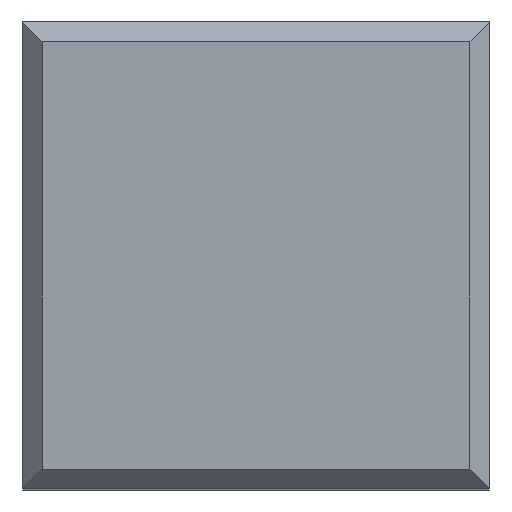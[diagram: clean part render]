
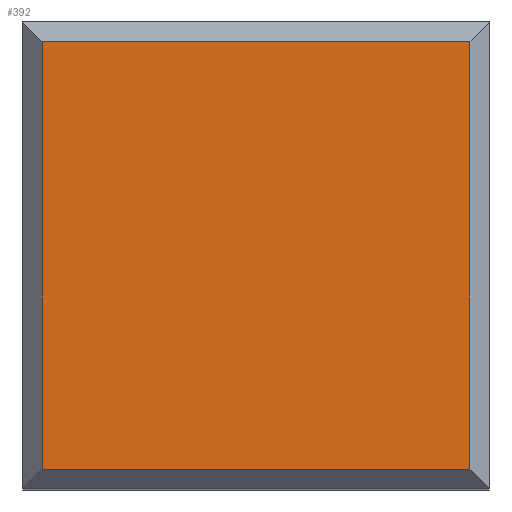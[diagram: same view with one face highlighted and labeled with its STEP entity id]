
A CAD part, top view. The second image highlights one B-rep face of the part: STEP entity #392.
In plain terms, the highlighted planar face has unit normal (0, 0, 1).
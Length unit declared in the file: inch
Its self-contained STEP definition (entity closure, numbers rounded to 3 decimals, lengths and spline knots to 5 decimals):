
#42=FACE_OUTER_BOUND('',#67,.T.);
#67=EDGE_LOOP('',(#289,#290,#291,#292));
#91=LINE('',#566,#135);
#95=LINE('',#574,#139);
#98=LINE('',#580,#142);
#102=LINE('',#586,#146);
#135=VECTOR('',#458,0.3937);
#139=VECTOR('',#464,0.3937);
#142=VECTOR('',#469,0.3937);
#146=VECTOR('',#475,0.3937);
#179=VERTEX_POINT('',#564);
#180=VERTEX_POINT('',#565);
#183=VERTEX_POINT('',#573);
#185=VERTEX_POINT('',#579);
#211=EDGE_CURVE('',#179,#180,#91,.T.);
#215=EDGE_CURVE('',#180,#183,#95,.T.);
#218=EDGE_CURVE('',#183,#185,#98,.T.);
#222=EDGE_CURVE('',#185,#179,#102,.T.);
#289=ORIENTED_EDGE('',*,*,#211,.F.);
#290=ORIENTED_EDGE('',*,*,#222,.F.);
#291=ORIENTED_EDGE('',*,*,#218,.F.);
#292=ORIENTED_EDGE('',*,*,#215,.F.);
#373=PLANE('',#431);
#392=ADVANCED_FACE('',(#42),#373,.T.);
#431=AXIS2_PLACEMENT_3D('',#601,#489,#490);
#458=DIRECTION('',(0.,1.,0.));
#464=DIRECTION('',(1.,0.,0.));
#469=DIRECTION('',(0.,-1.,0.));
#475=DIRECTION('',(-1.,0.,0.));
#489=DIRECTION('center_axis',(0.,0.,1.));
#490=DIRECTION('ref_axis',(1.,0.,0.));
#564=CARTESIAN_POINT('',(-0.6875,-0.6875,16.125));
#565=CARTESIAN_POINT('',(-0.6875,0.6875,16.125));
#566=CARTESIAN_POINT('',(-0.6875,0.375,16.125));
#573=CARTESIAN_POINT('',(0.6875,0.6875,16.125));
#574=CARTESIAN_POINT('',(0.375,0.6875,16.125));
#579=CARTESIAN_POINT('',(0.6875,-0.6875,16.125));
#580=CARTESIAN_POINT('',(0.6875,-0.375,16.125));
#586=CARTESIAN_POINT('',(-0.375,-0.6875,16.125));
#601=CARTESIAN_POINT('Origin',(0.,0.,
16.125));
